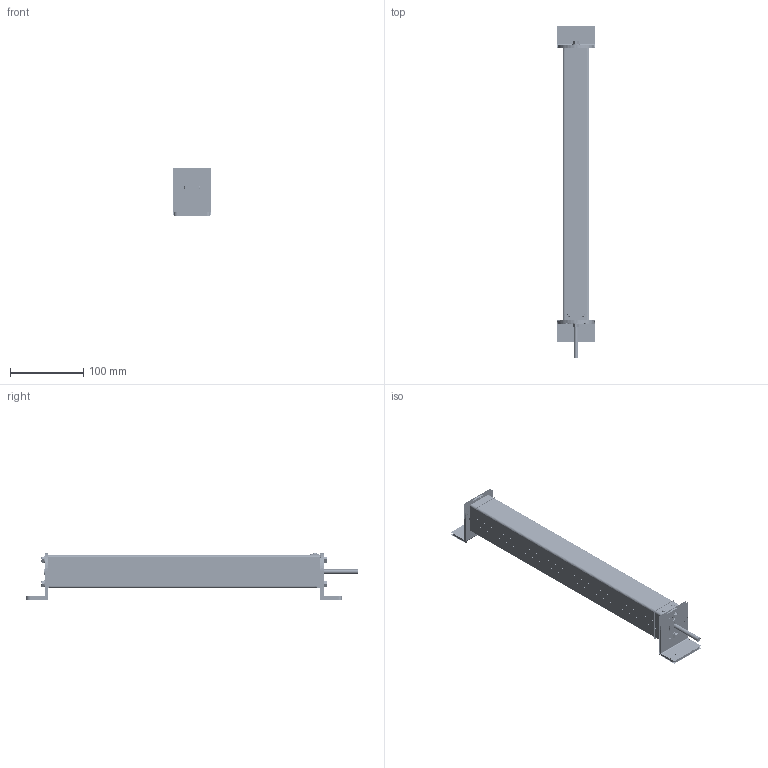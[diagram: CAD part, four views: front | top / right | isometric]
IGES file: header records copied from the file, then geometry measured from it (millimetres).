
Start section:  PTC IGES file: 139550.igs
Global section: file name: 139550.igs; native system: Creo Parametric by Parametric Technology Corporation; preprocessor: 2013230; author: pdmadmin; organization: Unknown; date: 20151202.094532; units: millimetre
Bounding box: 52 x 452.54 x 64.26 mm (x, y, z)
Volume: 282145.6 mm3; surface area: 1015376.8 mm2
Topology: 80 solids, 90 shells, 10247 faces, 54631 edges, 70284 vertices
Faces by surface type: bspline 6708, revolution 3539
